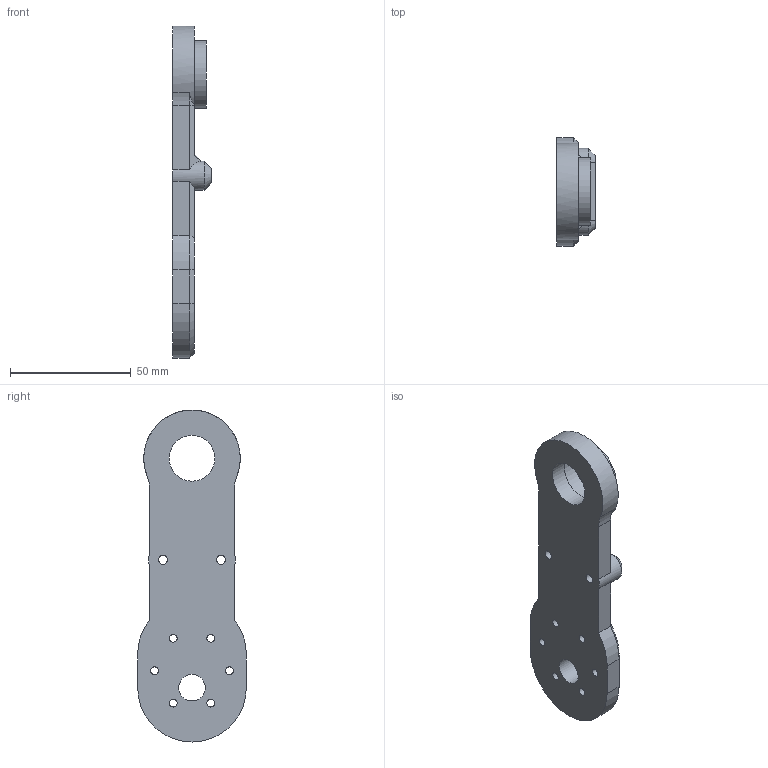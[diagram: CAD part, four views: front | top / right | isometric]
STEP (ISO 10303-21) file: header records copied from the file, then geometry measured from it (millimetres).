
FILE_DESCRIPTION(/* description */ (''),/* implementation_level */ '2;1');
FILE_NAME(/* name */ '',/* time_stamp */ '2025-08-30T16:28:19+08:00',/* author */ ('Piw'),/* organization */ (''),/* preprocessor_version */ 'ST-DEVELOPER v20',/* originating_system */ 'Autodesk Inventor 2025',/* authorisation */ '');
FILE_SCHEMA (('AUTOMOTIVE_DESIGN { 1 0 10303 214 3 1 1 }'));
Length unit declared in the file: millimetre
Products named in the file (1): 链轮摇臂
Bounding box: 16 x 45 x 137.5 mm (x, y, z)
Volume: 43197.4 mm3; surface area: 15151.1 mm2
Topology: 1 solids, 1 shells, 64 faces, 148 edges, 94 vertices
Faces by surface type: plane 29, cylinder 26, cone 9
Full cylindrical faces by diameter (mm): 3.2 x6, 3.8 x2, 7 x6, 11 x1, 19 x1, 22 x1, 28 x1
Entity records: 1922 total; most frequent: DIRECTION 341, CARTESIAN_POINT 331, ORIENTED_EDGE 296, EDGE_CURVE 148, AXIS2_PLACEMENT_3D 134, VERTEX_POINT 94, EDGE_LOOP 92, LINE 73
